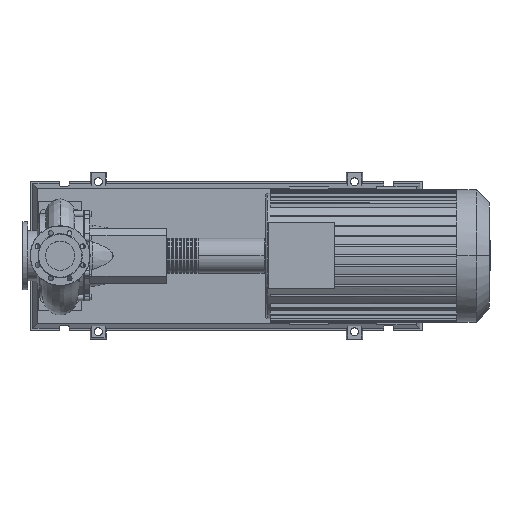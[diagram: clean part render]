
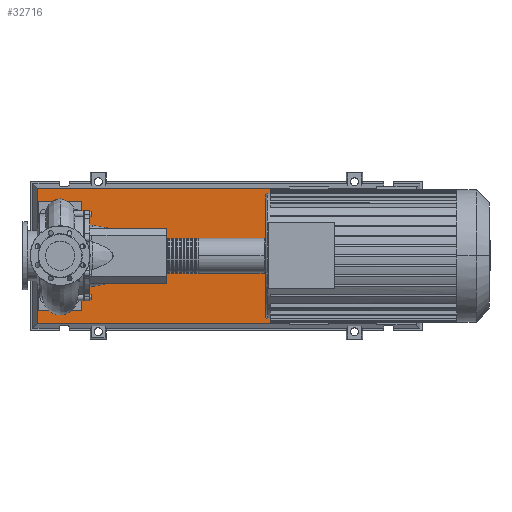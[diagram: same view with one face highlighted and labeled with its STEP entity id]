
A CAD part, top view. The second image highlights one B-rep face of the part: STEP entity #32716.
In plain terms, the highlighted planar face has unit normal (0, 0, 1).
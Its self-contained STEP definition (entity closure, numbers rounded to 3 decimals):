
#28883=CARTESIAN_POINT('',(1301.732,-246.732,103.0));
#28884=VERTEX_POINT('',#28883);
#28891=CARTESIAN_POINT('',(-81.732,-246.732,103.0));
#28892=VERTEX_POINT('',#28891);
#28893=CARTESIAN_POINT('',(1301.732,-246.732,103.0));
#28894=DIRECTION('',(-1.0,0.0,0.0));
#28895=VECTOR('',#28894,1383.465);
#28896=LINE('',#28893,#28895);
#28897=EDGE_CURVE('',#28884,#28892,#28896,.T.);
#32629=CARTESIAN_POINT('',(1301.732,246.732,103.0));
#32630=VERTEX_POINT('',#32629);
#32631=CARTESIAN_POINT('',(1301.732,246.732,103.0));
#32632=DIRECTION('',(0.0,-1.0,0.0));
#32633=VECTOR('',#32632,493.465);
#32634=LINE('',#32631,#32633);
#32635=EDGE_CURVE('',#32630,#28884,#32634,.T.);
#32653=CARTESIAN_POINT('',(-81.732,246.732,103.0));
#32654=VERTEX_POINT('',#32653);
#32655=CARTESIAN_POINT('',(-81.732,-246.732,103.0));
#32656=DIRECTION('',(0.0,1.0,0.0));
#32657=VECTOR('',#32656,493.465);
#32658=LINE('',#32655,#32657);
#32659=EDGE_CURVE('',#28892,#32654,#32658,.T.);
#32692=CARTESIAN_POINT('',(-81.732,246.732,103.0));
#32693=DIRECTION('',(1.0,0.0,0.0));
#32694=VECTOR('',#32693,1383.465);
#32695=LINE('',#32692,#32694);
#32696=EDGE_CURVE('',#32654,#32630,#32695,.T.);
#32705=CARTESIAN_POINT('',(610.,0.0,103.0));
#32706=DIRECTION('',(0.0,0.0,1.0));
#32707=DIRECTION('',(1.0,0.0,0.0));
#32708=AXIS2_PLACEMENT_3D('',#32705,#32706,#32707);
#32709=PLANE('',#32708);
#32710=ORIENTED_EDGE('',*,*,#32635,.F.);
#32711=ORIENTED_EDGE('',*,*,#32696,.F.);
#32712=ORIENTED_EDGE('',*,*,#32659,.F.);
#32713=ORIENTED_EDGE('',*,*,#28897,.F.);
#32714=EDGE_LOOP('',(#32710,#32711,#32712,#32713));
#32715=FACE_OUTER_BOUND('',#32714,.T.);
#32716=ADVANCED_FACE('',(#32715),#32709,.T.);
